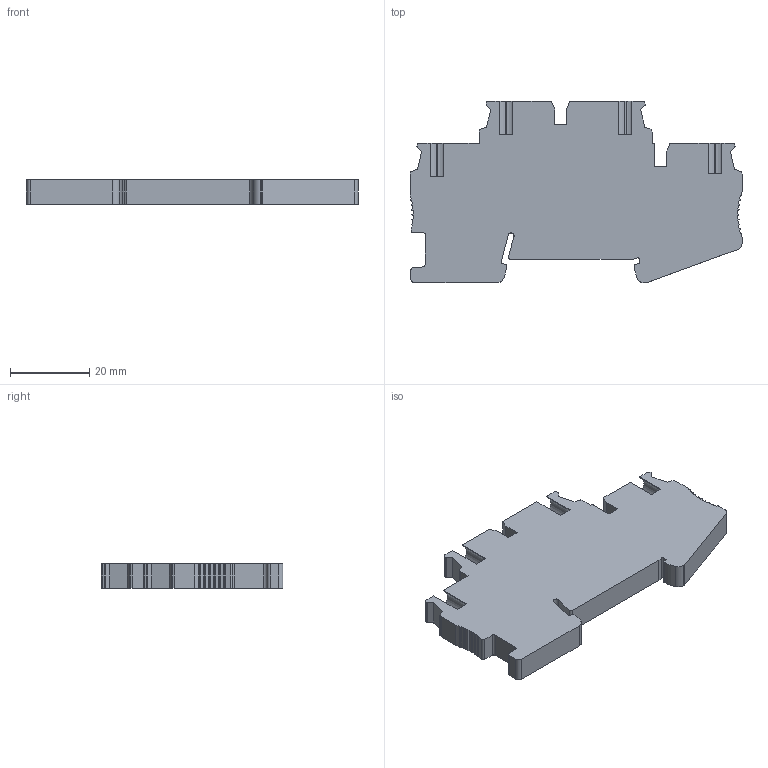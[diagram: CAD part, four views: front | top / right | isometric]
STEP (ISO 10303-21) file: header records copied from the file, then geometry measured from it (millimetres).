
FILE_DESCRIPTION((''),'2;1');
FILE_NAME('UJ6-4_2_2-PV','2023-11-01T',('Administrator'),(''),'PRO/ENGINEER BY PARAMETRIC TECHNOLOGY CORPORATION, 2013230','PRO/ENGINEER BY PARAMETRIC TECHNOLOGY CORPORATION, 2013230','');
FILE_SCHEMA(('CONFIG_CONTROL_DESIGN'));
Length unit declared in the file: millimetre
Products named in the file (1): UJ6-4_2_2-PV
Bounding box: 83.6 x 45.8 x 6.2 mm (x, y, z)
Volume: 16369 mm3; surface area: 9148.2 mm2
Topology: 1 solids, 1 shells, 260 faces, 753 edges, 502 vertices
Faces by surface type: plane 184, cylinder 76
Entity records: 8567 total; most frequent: CARTESIAN_POINT 1515, ORIENTED_EDGE 1506, DIRECTION 1425, EDGE_CURVE 753, VECTOR 601, LINE 601, VERTEX_POINT 502, AXIS2_PLACEMENT_3D 412
